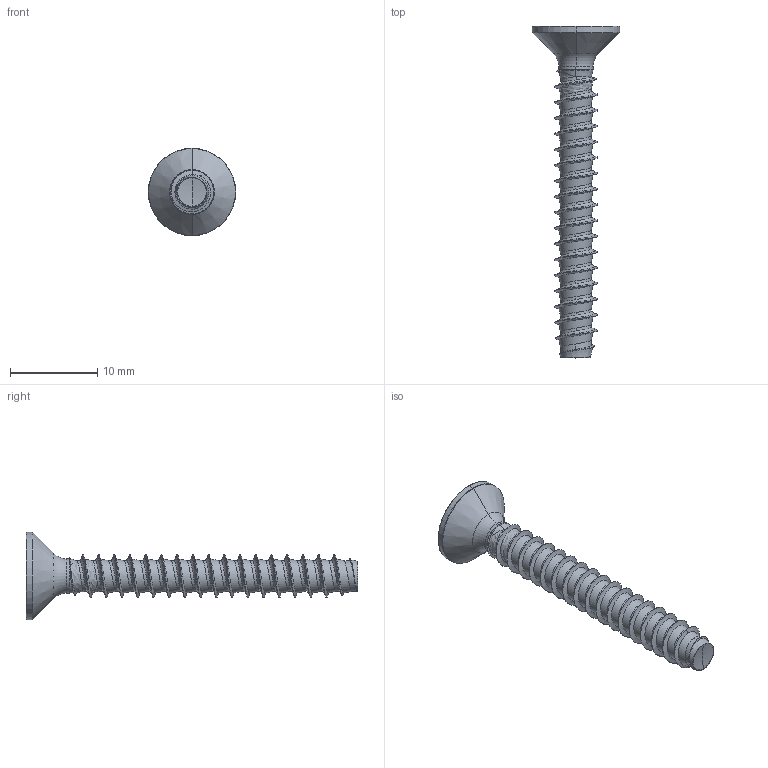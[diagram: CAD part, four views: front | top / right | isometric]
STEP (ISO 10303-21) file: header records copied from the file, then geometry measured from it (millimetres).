
FILE_DESCRIPTION (( 'STEP AP203' ), '1' );
FILE_NAME ('STP330500380.STEP', '2020-09-04T16:26:38', ( '' ), ( '' ), 'SwSTEP 2.0', 'SolidWorks 2015', '' );
FILE_SCHEMA (( 'CONFIG_CONTROL_DESIGN' ));
Length unit declared in the file: millimetre
Products named in the file (2): STP330500380
Bounding box: 10 x 38 x 10 mm (x, y, z)
Volume: 567.4 mm3; surface area: 857.8 mm2
Topology: 1 solids, 1 shells, 198 faces, 463 edges, 267 vertices
Faces by surface type: cylinder 82, bspline 51, sphere 26, plane 22, cone 11, torus 6
Entity records: 36479 total; most frequent: CARTESIAN_POINT 32369, ORIENTED_EDGE 922, DIRECTION 715, EDGE_CURVE 461, AXIS2_PLACEMENT_3D 289, VERTEX_POINT 267, EDGE_LOOP 200, FACE_OUTER_BOUND 198
